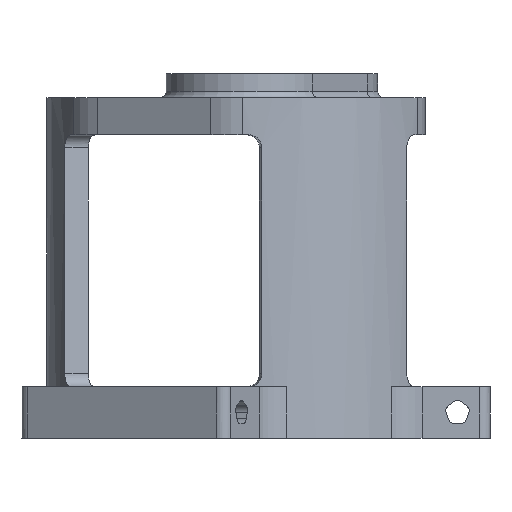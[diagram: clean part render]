
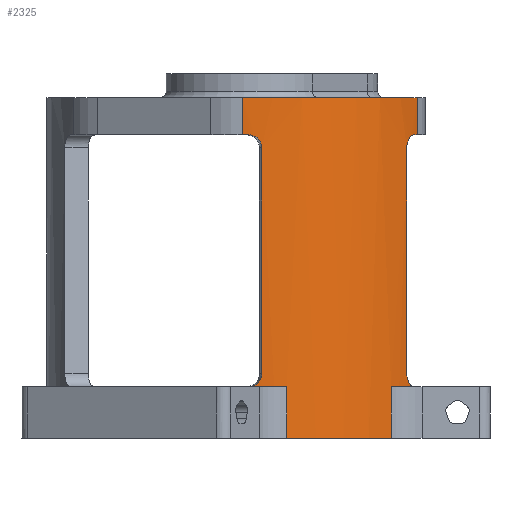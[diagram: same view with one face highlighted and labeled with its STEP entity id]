
A CAD part, left-side view. The second image highlights one B-rep face of the part: STEP entity #2325.
In plain terms, the highlighted cylindrical face has radius 30.694 mm (diameter 61.387 mm), a partial arc.
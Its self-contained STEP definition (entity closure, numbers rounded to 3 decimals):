
#203=LINE('',#3969,#397);
#205=LINE('',#3972,#399);
#206=LINE('',#3985,#400);
#207=LINE('',#4000,#401);
#208=LINE('',#4004,#402);
#209=LINE('',#4019,#403);
#397=VECTOR('',#3061,5.75);
#399=VECTOR('',#3065,5.75);
#400=VECTOR('',#3066,35.);
#401=VECTOR('',#3069,8.);
#402=VECTOR('',#3072,8.);
#403=VECTOR('',#3075,35.);
#513=CYLINDRICAL_SURFACE('',#2547,30.694);
#598=FACE_OUTER_BOUND('',#725,.T.);
#725=EDGE_LOOP('',(#1870,#1871,#1872,#1873,#1874,#1875,#1876,#1877,#1878,
#1879,#1880,#1881,#1882,#1883,#1884,#1885));
#878=CIRCLE('',#2525,30.694);
#890=CIRCLE('',#2540,30.694);
#891=CIRCLE('',#2541,30.694);
#896=CIRCLE('',#2548,30.694);
#897=CIRCLE('',#2549,30.694);
#898=CIRCLE('',#2550,30.694);
#940=B_SPLINE_CURVE_WITH_KNOTS('',3,(#3974,#3975,#3976,#3977,#3978,#3979,
#3980,#3981,#3982,#3983),.UNSPECIFIED.,.F.,.F.,(4,2,2,2,4),(0.,0.075,
0.151,0.226,0.301),.UNSPECIFIED.);
#941=B_SPLINE_CURVE_WITH_KNOTS('',3,(#3987,#3988,#3989,#3990,#3991,#3992,
#3993,#3994,#3995,#3996),.UNSPECIFIED.,.F.,.F.,(4,2,2,2,4),(0.302,
0.377,0.453,0.528,0.604),
 .UNSPECIFIED.);
#942=B_SPLINE_CURVE_WITH_KNOTS('',3,(#4008,#4009,#4010,#4011,#4012,#4013,
#4014,#4015,#4016,#4017),.UNSPECIFIED.,.F.,.F.,(4,2,2,2,4),(0.604,
0.679,0.754,0.83,0.905),
 .UNSPECIFIED.);
#943=B_SPLINE_CURVE_WITH_KNOTS('',3,(#4020,#4021,#4022,#4023,#4024,#4025,
#4026,#4027,#4028,#4029),.UNSPECIFIED.,.F.,.F.,(4,2,2,2,4),(-0.301,
-0.226,-0.151,-0.075,0.),
 .UNSPECIFIED.);
#1093=VERTEX_POINT('',#3854);
#1094=VERTEX_POINT('',#3856);
#1116=VERTEX_POINT('',#3945);
#1117=VERTEX_POINT('',#3947);
#1118=VERTEX_POINT('',#3950);
#1119=VERTEX_POINT('',#3952);
#1126=VERTEX_POINT('',#3973);
#1127=VERTEX_POINT('',#3984);
#1128=VERTEX_POINT('',#3986);
#1129=VERTEX_POINT('',#3997);
#1130=VERTEX_POINT('',#3999);
#1131=VERTEX_POINT('',#4001);
#1132=VERTEX_POINT('',#4003);
#1133=VERTEX_POINT('',#4005);
#1134=VERTEX_POINT('',#4007);
#1135=VERTEX_POINT('',#4018);
#1381=EDGE_CURVE('',#1093,#1094,#878,.T.);
#1410=EDGE_CURVE('',#1116,#1117,#890,.T.);
#1413=EDGE_CURVE('',#1118,#1119,#891,.T.);
#1422=EDGE_CURVE('',#1094,#1116,#203,.T.);
#1424=EDGE_CURVE('',#1119,#1093,#205,.T.);
#1425=EDGE_CURVE('',#1126,#1118,#940,.T.);
#1426=EDGE_CURVE('',#1126,#1127,#206,.T.);
#1427=EDGE_CURVE('',#1128,#1127,#941,.T.);
#1428=EDGE_CURVE('',#1129,#1128,#896,.T.);
#1429=EDGE_CURVE('',#1130,#1129,#207,.T.);
#1430=EDGE_CURVE('',#1131,#1130,#897,.T.);
#1431=EDGE_CURVE('',#1131,#1132,#208,.T.);
#1432=EDGE_CURVE('',#1133,#1132,#898,.T.);
#1433=EDGE_CURVE('',#1134,#1133,#942,.T.);
#1434=EDGE_CURVE('',#1135,#1134,#209,.T.);
#1435=EDGE_CURVE('',#1117,#1135,#943,.T.);
#1870=ORIENTED_EDGE('',*,*,#1422,.F.);
#1871=ORIENTED_EDGE('',*,*,#1381,.F.);
#1872=ORIENTED_EDGE('',*,*,#1424,.F.);
#1873=ORIENTED_EDGE('',*,*,#1413,.F.);
#1874=ORIENTED_EDGE('',*,*,#1425,.F.);
#1875=ORIENTED_EDGE('',*,*,#1426,.T.);
#1876=ORIENTED_EDGE('',*,*,#1427,.F.);
#1877=ORIENTED_EDGE('',*,*,#1428,.F.);
#1878=ORIENTED_EDGE('',*,*,#1429,.F.);
#1879=ORIENTED_EDGE('',*,*,#1430,.F.);
#1880=ORIENTED_EDGE('',*,*,#1431,.T.);
#1881=ORIENTED_EDGE('',*,*,#1432,.F.);
#1882=ORIENTED_EDGE('',*,*,#1433,.F.);
#1883=ORIENTED_EDGE('',*,*,#1434,.F.);
#1884=ORIENTED_EDGE('',*,*,#1435,.F.);
#1885=ORIENTED_EDGE('',*,*,#1410,.F.);
#2325=ADVANCED_FACE('',(#598),#513,.T.);
#2525=AXIS2_PLACEMENT_3D('',#3857,#2998,#2999);
#2540=AXIS2_PLACEMENT_3D('',#3948,#3041,#3042);
#2541=AXIS2_PLACEMENT_3D('',#3953,#3045,#3046);
#2547=AXIS2_PLACEMENT_3D('',#3971,#3063,#3064);
#2548=AXIS2_PLACEMENT_3D('',#3998,#3067,#3068);
#2549=AXIS2_PLACEMENT_3D('',#4002,#3070,#3071);
#2550=AXIS2_PLACEMENT_3D('',#4006,#3073,#3074);
#2998=DIRECTION('center_axis',(0.,0.,1.));
#2999=DIRECTION('ref_axis',(-1.,0.,0.));
#3041=DIRECTION('center_axis',(0.,0.,-1.));
#3042=DIRECTION('ref_axis',(-1.,0.,0.));
#3045=DIRECTION('center_axis',(0.,0.,-1.));
#3046=DIRECTION('ref_axis',(-1.,0.,0.));
#3061=DIRECTION('',(0.,0.,-1.));
#3063=DIRECTION('center_axis',(0.,0.,1.));
#3064=DIRECTION('ref_axis',(-0.977,-0.213,0.));
#3065=DIRECTION('',(0.,0.,1.));
#3066=DIRECTION('',(0.,0.,-1.));
#3067=DIRECTION('center_axis',(0.,0.,-1.));
#3068=DIRECTION('ref_axis',(-0.977,-0.213,0.));
#3069=DIRECTION('',(0.,0.,1.));
#3070=DIRECTION('center_axis',(0.,0.,-1.));
#3071=DIRECTION('ref_axis',(-0.977,-0.213,0.));
#3072=DIRECTION('',(0.,0.,1.));
#3073=DIRECTION('center_axis',(0.,0.,-1.));
#3074=DIRECTION('ref_axis',(-0.977,-0.213,0.));
#3075=DIRECTION('',(0.,0.,-1.));
#3854=CARTESIAN_POINT('',(-30.692,0.321,52.75));
#3856=CARTESIAN_POINT('',(-15.068,-26.74,52.75));
#3857=CARTESIAN_POINT('Origin',(0.,0.,52.75));
#3945=CARTESIAN_POINT('',(-15.068,-26.74,47.));
#3947=CARTESIAN_POINT('',(-15.929,-26.236,47.));
#3948=CARTESIAN_POINT('Origin',(0.,0.,47.));
#3950=CARTESIAN_POINT('',(-30.686,-0.677,47.));
#3952=CARTESIAN_POINT('',(-30.692,0.321,47.));
#3953=CARTESIAN_POINT('Origin',(0.,0.,47.));
#3969=CARTESIAN_POINT('',(-15.068,-26.74,4.));
#3971=CARTESIAN_POINT('Origin',(0.,0.,4.));
#3972=CARTESIAN_POINT('',(-30.692,0.321,4.));
#3973=CARTESIAN_POINT('',(-30.577,-2.675,45.));
#3974=CARTESIAN_POINT('Ctrl Pts',(-30.577,-2.675,45.));
#3975=CARTESIAN_POINT('Ctrl Pts',(-30.577,-2.675,45.251));
#3976=CARTESIAN_POINT('Ctrl Pts',(-30.581,-2.625,45.519));
#3977=CARTESIAN_POINT('Ctrl Pts',(-30.598,-2.422,46.012));
#3978=CARTESIAN_POINT('Ctrl Pts',(-30.61,-2.268,46.237));
#3979=CARTESIAN_POINT('Ctrl Pts',(-30.634,-1.914,46.592));
#3980=CARTESIAN_POINT('Ctrl Pts',(-30.648,-1.689,46.746));
#3981=CARTESIAN_POINT('Ctrl Pts',(-30.671,-1.196,46.95));
#3982=CARTESIAN_POINT('Ctrl Pts',(-30.681,-0.928,
47.));
#3983=CARTESIAN_POINT('Ctrl Pts',(-30.686,-0.677,
47.));
#3984=CARTESIAN_POINT('',(-30.577,-2.675,10.));
#3985=CARTESIAN_POINT('',(-30.577,-2.675,47.));
#3986=CARTESIAN_POINT('',(-30.686,-0.677,8.));
#3987=CARTESIAN_POINT('Ctrl Pts',(-30.686,-0.677,
8.));
#3988=CARTESIAN_POINT('Ctrl Pts',(-30.681,-0.928,
8.));
#3989=CARTESIAN_POINT('Ctrl Pts',(-30.671,-1.196,8.05));
#3990=CARTESIAN_POINT('Ctrl Pts',(-30.648,-1.689,8.254));
#3991=CARTESIAN_POINT('Ctrl Pts',(-30.634,-1.914,8.408));
#3992=CARTESIAN_POINT('Ctrl Pts',(-30.61,-2.268,8.763));
#3993=CARTESIAN_POINT('Ctrl Pts',(-30.598,-2.422,8.988));
#3994=CARTESIAN_POINT('Ctrl Pts',(-30.581,-2.625,9.481));
#3995=CARTESIAN_POINT('Ctrl Pts',(-30.577,-2.675,9.749));
#3996=CARTESIAN_POINT('Ctrl Pts',(-30.577,-2.675,10.));
#3997=CARTESIAN_POINT('',(-29.992,-6.525,8.));
#3998=CARTESIAN_POINT('Origin',(0.,0.,8.));
#3999=CARTESIAN_POINT('',(-29.992,-6.525,0.));
#4000=CARTESIAN_POINT('',(-29.992,-6.525,4.));
#4001=CARTESIAN_POINT('',(-20.647,-22.711,0.));
#4002=CARTESIAN_POINT('Origin',(0.,0.,0.));
#4003=CARTESIAN_POINT('',(-20.647,-22.711,8.));
#4004=CARTESIAN_POINT('',(-20.647,-22.711,4.));
#4005=CARTESIAN_POINT('',(-15.929,-26.236,8.));
#4006=CARTESIAN_POINT('Origin',(0.,0.,8.));
#4007=CARTESIAN_POINT('',(-17.605,-25.143,10.));
#4008=CARTESIAN_POINT('Ctrl Pts',(-17.605,-25.143,10.));
#4009=CARTESIAN_POINT('Ctrl Pts',(-17.605,-25.143,9.749));
#4010=CARTESIAN_POINT('Ctrl Pts',(-17.564,-25.172,9.481));
#4011=CARTESIAN_POINT('Ctrl Pts',(-17.396,-25.288,8.988));
#4012=CARTESIAN_POINT('Ctrl Pts',(-17.269,-25.375,8.763));
#4013=CARTESIAN_POINT('Ctrl Pts',(-16.975,-25.573,8.408));
#4014=CARTESIAN_POINT('Ctrl Pts',(-16.787,-25.697,8.254));
#4015=CARTESIAN_POINT('Ctrl Pts',(-16.372,-25.964,8.05));
#4016=CARTESIAN_POINT('Ctrl Pts',(-16.144,-26.106,8.));
#4017=CARTESIAN_POINT('Ctrl Pts',(-15.929,-26.236,8.));
#4018=CARTESIAN_POINT('',(-17.605,-25.143,45.));
#4019=CARTESIAN_POINT('',(-17.605,-25.143,47.));
#4020=CARTESIAN_POINT('Ctrl Pts',(-15.929,-26.236,47.));
#4021=CARTESIAN_POINT('Ctrl Pts',(-16.144,-26.106,47.));
#4022=CARTESIAN_POINT('Ctrl Pts',(-16.372,-25.964,46.95));
#4023=CARTESIAN_POINT('Ctrl Pts',(-16.787,-25.697,46.746));
#4024=CARTESIAN_POINT('Ctrl Pts',(-16.975,-25.573,46.592));
#4025=CARTESIAN_POINT('Ctrl Pts',(-17.269,-25.375,46.237));
#4026=CARTESIAN_POINT('Ctrl Pts',(-17.396,-25.288,46.012));
#4027=CARTESIAN_POINT('Ctrl Pts',(-17.564,-25.172,45.519));
#4028=CARTESIAN_POINT('Ctrl Pts',(-17.605,-25.143,45.251));
#4029=CARTESIAN_POINT('Ctrl Pts',(-17.605,-25.143,45.));
